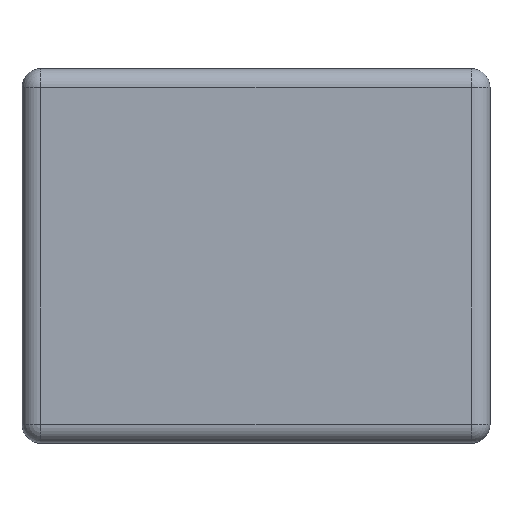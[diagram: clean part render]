
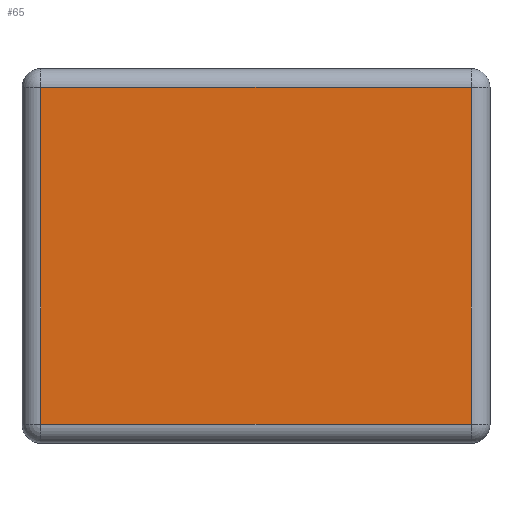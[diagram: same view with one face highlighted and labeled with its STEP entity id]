
A CAD part, top view. The second image highlights one B-rep face of the part: STEP entity #65.
In plain terms, the highlighted planar face has unit normal (0, 0, 1).
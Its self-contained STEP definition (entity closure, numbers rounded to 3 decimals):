
#12=DIRECTION('',(0.,0.,1.));
#21=VERTEX_POINT('',#22);
#22=CARTESIAN_POINT('',(-1.15,-0.9,0.8));
#35=VECTOR('',#36,1.);
#36=DIRECTION('',(0.,1.,0.));
#39=VERTEX_POINT('',#40);
#40=CARTESIAN_POINT('',(-1.15,0.9,0.8));
#45=ORIENTED_EDGE('',*,*,#46,.F.);
#46=EDGE_CURVE('',#21,#39,#47,.T.);
#47=LINE('',#22,#35);
#65=ADVANCED_FACE('',(#66),#87,.T.);
#66=FACE_BOUND('',#67,.T.);
#67=EDGE_LOOP('',(#68,#45,#75,#82));
#68=ORIENTED_EDGE('',*,*,#69,.F.);
#69=EDGE_CURVE('',#39,#70,#72,.T.);
#70=VERTEX_POINT('',#71);
#71=CARTESIAN_POINT('',(1.15,0.9,0.8));
#72=LINE('',#40,#73);
#73=VECTOR('',#74,1.);
#74=DIRECTION('',(1.,0.,0.));
#75=ORIENTED_EDGE('',*,*,#76,.F.);
#76=EDGE_CURVE('',#77,#21,#79,.T.);
#77=VERTEX_POINT('',#78);
#78=CARTESIAN_POINT('',(1.15,-0.9,0.8));
#79=LINE('',#78,#80);
#80=VECTOR('',#81,1.);
#81=DIRECTION('',(-1.,-0.,-0.));
#82=ORIENTED_EDGE('',*,*,#83,.F.);
#83=EDGE_CURVE('',#70,#77,#84,.T.);
#84=LINE('',#71,#85);
#85=VECTOR('',#86,1.);
#86=DIRECTION('',(-0.,-1.,-0.));
#87=PLANE('',#88);
#88=AXIS2_PLACEMENT_3D('',#89,#12,#74);
#89=CARTESIAN_POINT('',(-1.25,-1.,0.8));
